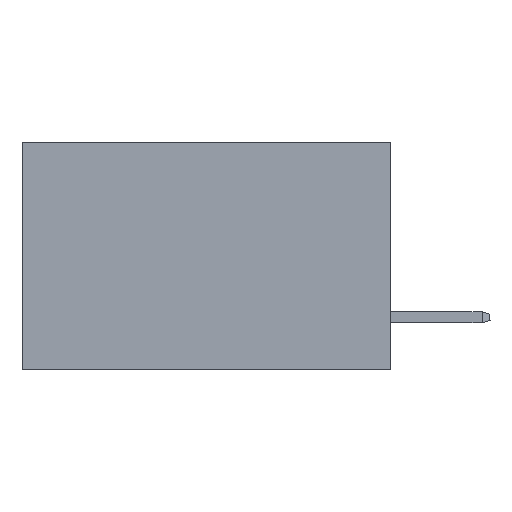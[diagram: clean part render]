
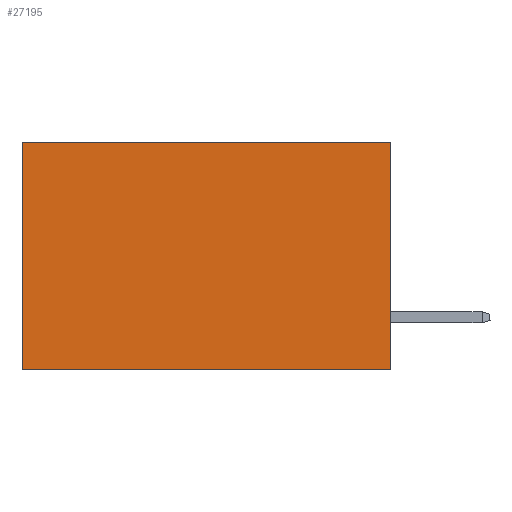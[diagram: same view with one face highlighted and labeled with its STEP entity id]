
A CAD part, left-side view. The second image highlights one B-rep face of the part: STEP entity #27195.
In plain terms, the highlighted planar face has unit normal (-1, 0, 0).
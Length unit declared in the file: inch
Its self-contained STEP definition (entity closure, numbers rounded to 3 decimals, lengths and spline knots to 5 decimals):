
#1063 = EDGE_CURVE ( 'NONE', #24117, #30292, #21590, .T. ) ;
#1138 = DIRECTION ( 'NONE',  ( 0., 0., -1. ) ) ;
#1860 = LINE ( 'NONE', #37121, #22950 ) ;
#2514 = LINE ( 'NONE', #15419, #20043 ) ;
#6036 = CARTESIAN_POINT ( 'NONE',  ( 0.2875, 0.6, 0. ) ) ;
#6530 = EDGE_LOOP ( 'NONE', ( #18738, #26106, #15963, #26987 ) ) ;
#7687 = VECTOR ( 'NONE', #19967, 39.37008 ) ;
#9144 = VERTEX_POINT ( 'NONE', #10712 ) ;
#10712 = CARTESIAN_POINT ( 'NONE',  ( 0.2875, 0., 0. ) ) ;
#14226 = EDGE_CURVE ( 'NONE', #9144, #24117, #28026, .T. ) ;
#15419 = CARTESIAN_POINT ( 'NONE',  ( 0.2875, 0., 0. ) ) ;
#15963 = ORIENTED_EDGE ( 'NONE', *, *, #36943, .F. ) ;
#16468 = CARTESIAN_POINT ( 'NONE',  ( 0.2875, 0.6, -0.37 ) ) ;
#17133 = PLANE ( 'NONE',  #27669 ) ;
#17276 = CARTESIAN_POINT ( 'NONE',  ( 0.2875, 0., 0. ) ) ;
#18738 = ORIENTED_EDGE ( 'NONE', *, *, #1063, .T. ) ;
#18872 = DIRECTION ( 'NONE',  ( 0., 0., -1. ) ) ;
#19681 = CARTESIAN_POINT ( 'NONE',  ( 0.2875, 0.6, 0. ) ) ;
#19967 = DIRECTION ( 'NONE',  ( 0., 0., -1. ) ) ;
#20043 = VECTOR ( 'NONE', #18872, 39.37008 ) ;
#20294 = DIRECTION ( 'NONE',  ( 0., 1., 0. ) ) ;
#21590 = LINE ( 'NONE', #19681, #7687 ) ;
#22950 = VECTOR ( 'NONE', #20294, 39.37008 ) ;
#24057 = DIRECTION ( 'NONE',  ( 1., 0., 0. ) ) ;
#24117 = VERTEX_POINT ( 'NONE', #6036 ) ;
#25647 = CARTESIAN_POINT ( 'NONE',  ( 0.2875, 0., 0. ) ) ;
#26106 = ORIENTED_EDGE ( 'NONE', *, *, #27173, .F. ) ;
#26987 = ORIENTED_EDGE ( 'NONE', *, *, #14226, .T. ) ;
#27173 = EDGE_CURVE ( 'NONE', #36908, #30292, #1860, .T. ) ;
#27195 = ADVANCED_FACE ( 'NONE', ( #35716 ), #17133, .F. ) ;
#27669 = AXIS2_PLACEMENT_3D ( 'NONE', #17276, #24057, #1138 ) ;
#28026 = LINE ( 'NONE', #25647, #29081 ) ;
#29081 = VECTOR ( 'NONE', #38326, 39.37008 ) ;
#30292 = VERTEX_POINT ( 'NONE', #16468 ) ;
#35015 = CARTESIAN_POINT ( 'NONE',  ( 0.2875, 0., -0.37 ) ) ;
#35716 = FACE_OUTER_BOUND ( 'NONE', #6530, .T. ) ;
#36908 = VERTEX_POINT ( 'NONE', #35015 ) ;
#36943 = EDGE_CURVE ( 'NONE', #9144, #36908, #2514, .T. ) ;
#37121 = CARTESIAN_POINT ( 'NONE',  ( 0.2875, 0., -0.37 ) ) ;
#38326 = DIRECTION ( 'NONE',  ( 0., 1., 0. ) ) ;
